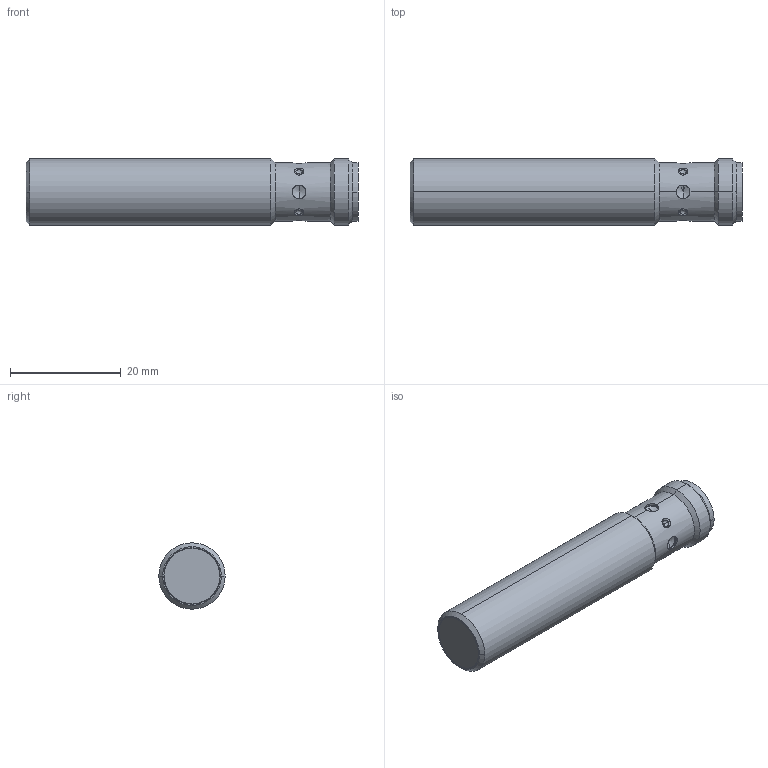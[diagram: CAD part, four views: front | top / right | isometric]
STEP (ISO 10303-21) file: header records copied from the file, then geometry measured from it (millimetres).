
FILE_DESCRIPTION (( 'STEP AP214' ), '1' );
FILE_NAME ('PNM-AN-4H.step', '2018-04-17T19:52:39', ( '' ), ( '' ), 'SwSTEP 2.0', 'SolidWorks 2017', '' );
FILE_SCHEMA (( 'AUTOMOTIVE_DESIGN' ));
Length unit declared in the file: inch
Products named in the file (1): PNM-AN-4H
Bounding box: 60 x 12 x 12 mm (x, y, z)
Volume: 5732.4 mm3; surface area: 6614.6 mm2
Topology: 1 solids, 4 shells, 479 faces, 1270 edges, 811 vertices
Faces by surface type: cylinder 134, bspline 131, plane 119, cone 95
Entity records: 20034 total; most frequent: CARTESIAN_POINT 8772, ORIENTED_EDGE 2524, DIRECTION 2157, EDGE_CURVE 1262, AXIS2_PLACEMENT_3D 836, VERTEX_POINT 811, EDGE_LOOP 519, CIRCLE 487
